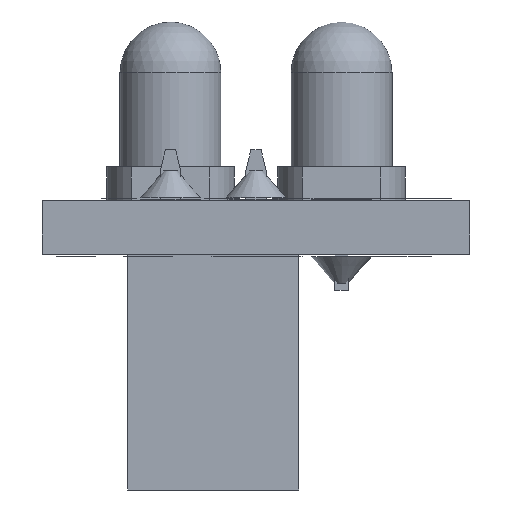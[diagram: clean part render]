
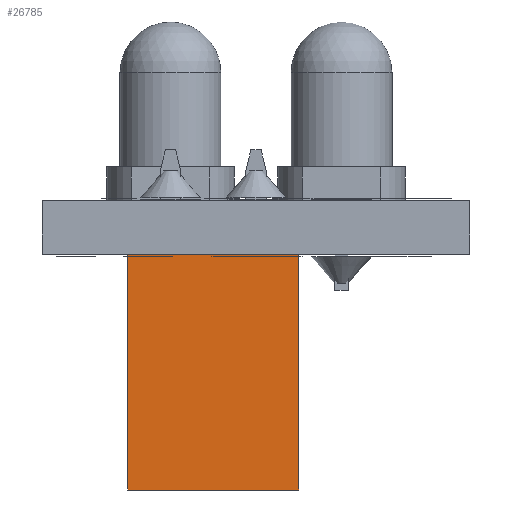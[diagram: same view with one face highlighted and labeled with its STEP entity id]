
A CAD part, front view. The second image highlights one B-rep face of the part: STEP entity #26785.
In plain terms, the highlighted face is planar.
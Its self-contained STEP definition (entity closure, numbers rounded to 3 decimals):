
#26785 = ADVANCED_FACE('',(#26786),#26820,.F.);
#26786 = FACE_BOUND('',#26787,.F.);
#26787 = EDGE_LOOP('',(#26788,#26798,#26806,#26814));
#26788 = ORIENTED_EDGE('',*,*,#26789,.T.);
#26789 = EDGE_CURVE('',#26790,#26792,#26794,.T.);
#26790 = VERTEX_POINT('',#26791);
#26791 = CARTESIAN_POINT('',(1.27,-3.81,0.));
#26792 = VERTEX_POINT('',#26793);
#26793 = CARTESIAN_POINT('',(1.27,-3.81,7.));
#26794 = LINE('',#26795,#26796);
#26795 = CARTESIAN_POINT('',(1.27,-3.81,0.));
#26796 = VECTOR('',#26797,1.);
#26797 = DIRECTION('',(0.,0.,1.));
#26798 = ORIENTED_EDGE('',*,*,#26799,.T.);
#26799 = EDGE_CURVE('',#26792,#26800,#26802,.T.);
#26800 = VERTEX_POINT('',#26801);
#26801 = CARTESIAN_POINT('',(1.27,1.27,7.));
#26802 = LINE('',#26803,#26804);
#26803 = CARTESIAN_POINT('',(1.27,-3.81,7.));
#26804 = VECTOR('',#26805,1.);
#26805 = DIRECTION('',(0.,1.,0.));
#26806 = ORIENTED_EDGE('',*,*,#26807,.F.);
#26807 = EDGE_CURVE('',#26808,#26800,#26810,.T.);
#26808 = VERTEX_POINT('',#26809);
#26809 = CARTESIAN_POINT('',(1.27,1.27,0.));
#26810 = LINE('',#26811,#26812);
#26811 = CARTESIAN_POINT('',(1.27,1.27,0.));
#26812 = VECTOR('',#26813,1.);
#26813 = DIRECTION('',(0.,0.,1.));
#26814 = ORIENTED_EDGE('',*,*,#26815,.F.);
#26815 = EDGE_CURVE('',#26790,#26808,#26816,.T.);
#26816 = LINE('',#26817,#26818);
#26817 = CARTESIAN_POINT('',(1.27,-3.81,0.));
#26818 = VECTOR('',#26819,1.);
#26819 = DIRECTION('',(0.,1.,0.));
#26820 = PLANE('',#26821);
#26821 = AXIS2_PLACEMENT_3D('',#26822,#26823,#26824);
#26822 = CARTESIAN_POINT('',(1.27,-3.81,0.));
#26823 = DIRECTION('',(-1.,0.,0.));
#26824 = DIRECTION('',(0.,1.,0.));
